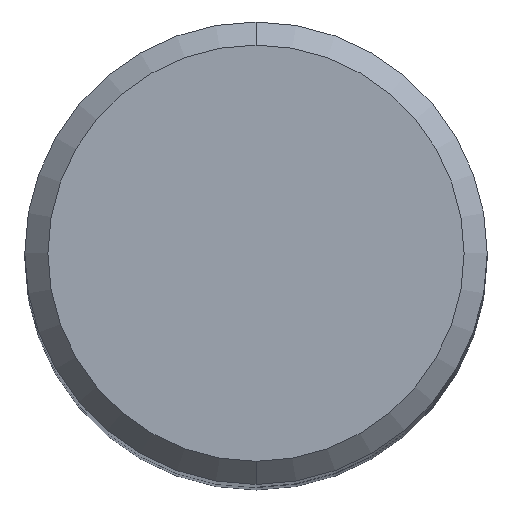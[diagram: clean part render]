
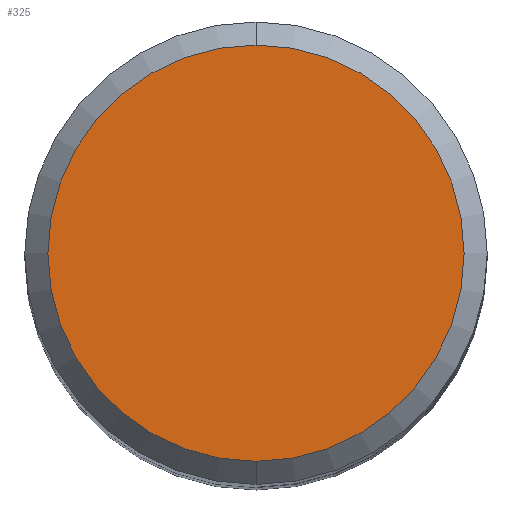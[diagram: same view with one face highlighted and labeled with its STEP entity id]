
A CAD part, top view. The second image highlights one B-rep face of the part: STEP entity #325.
In plain terms, the highlighted planar face has unit normal (0, 0, 1).
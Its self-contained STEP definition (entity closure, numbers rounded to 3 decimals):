
#241=EDGE_CURVE('',#315,#441,#604,.T.);
#315=VERTEX_POINT('',#687);
#325=ADVANCED_FACE('',(#698),#699,.T.);
#441=VERTEX_POINT('',#827);
#479=EDGE_CURVE('',#441,#315,#866,.T.);
#604=CIRCLE('',#1053,7.2);
#687=CARTESIAN_POINT('',(0.,-7.2,0.0));
#698=FACE_OUTER_BOUND('',#1244,.T.);
#699=PLANE('',#1245);
#827=CARTESIAN_POINT('',(0.0,7.2,0.0));
#866=CIRCLE('',#1630,7.2);
#1053=AXIS2_PLACEMENT_3D('',#1766,#1767,#1768);
#1244=EDGE_LOOP('',(#1895,#1896));
#1245=AXIS2_PLACEMENT_3D('',#1897,#1898,#1899);
#1630=AXIS2_PLACEMENT_3D('',#2045,#2046,#2047);
#1766=CARTESIAN_POINT('',(0.0,0.0,0.0));
#1767=DIRECTION('',(0.0,0.0,-1.0));
#1768=DIRECTION('',(0.0,1.0,0.0));
#1895=ORIENTED_EDGE('',*,*,#479,.F.);
#1896=ORIENTED_EDGE('',*,*,#241,.F.);
#1897=CARTESIAN_POINT('',(0.0,3.6,0.0));
#1898=DIRECTION('',(-0.0,0.0,1.0));
#1899=DIRECTION('',(0.0,-1.0,0.0));
#2045=CARTESIAN_POINT('',(0.0,0.0,0.0));
#2046=DIRECTION('',(0.0,0.0,-1.0));
#2047=DIRECTION('',(0.0,1.0,0.0));
